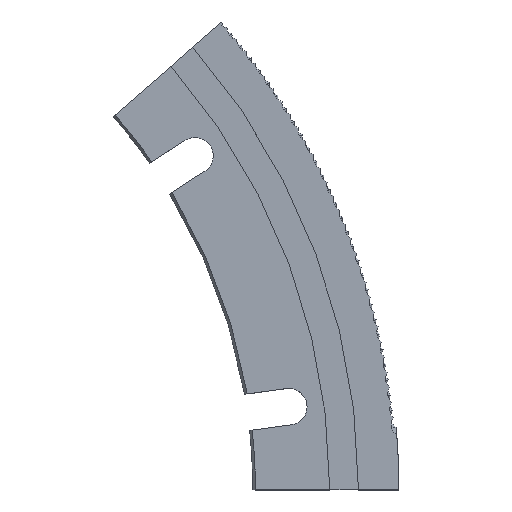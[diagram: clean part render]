
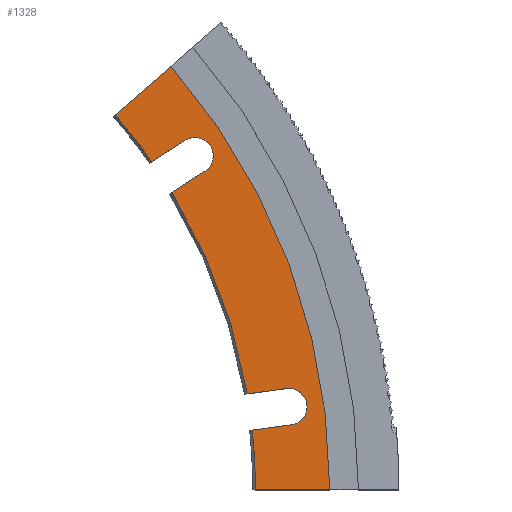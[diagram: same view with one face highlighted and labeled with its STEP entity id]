
A CAD part, top view. The second image highlights one B-rep face of the part: STEP entity #1328.
In plain terms, the highlighted planar face has unit normal (0, 0, 1).
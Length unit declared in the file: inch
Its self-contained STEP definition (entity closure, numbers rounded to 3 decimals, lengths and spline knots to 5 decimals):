
#56 = ORIENTED_EDGE ( 'NONE', *, *, #3228, .F. ) ;
#69 = CARTESIAN_POINT ( 'NONE',  ( 0., 0., 0. ) ) ;
#141 = EDGE_CURVE ( 'NONE', #816, #1993, #1887, .T. ) ;
#157 = DIRECTION ( 'NONE',  ( -0.837, -0.547, 0. ) ) ;
#183 = EDGE_CURVE ( 'NONE', #2505, #1178, #2260, .T. ) ;
#191 = VERTEX_POINT ( 'NONE', #1432 ) ;
#202 = AXIS2_PLACEMENT_3D ( 'NONE', #2480, #794, #854 ) ;
#208 = CARTESIAN_POINT ( 'NONE',  ( 6.8125, 0., 0. ) ) ;
#216 = CARTESIAN_POINT ( 'NONE',  ( 6.00068, 4.18478, 0. ) ) ;
#225 = LINE ( 'NONE', #208, #3695 ) ;
#272 = DIRECTION ( 'NONE',  ( 0.754, 0.656, 0. ) ) ;
#343 = VERTEX_POINT ( 'NONE', #814 ) ;
#355 = DIRECTION ( 'NONE',  ( -0.991, -0.136, 0. ) ) ;
#449 = VECTOR ( 'NONE', #355, 39.37008 ) ;
#475 = VECTOR ( 'NONE', #876, 39.37008 ) ;
#481 = VECTOR ( 'NONE', #157, 39.37008 ) ;
#482 = DIRECTION ( 'NONE',  ( 0., 0., -1. ) ) ;
#491 = ORIENTED_EDGE ( 'NONE', *, *, #3422, .T. ) ;
#493 = VERTEX_POINT ( 'NONE', #216 ) ;
#518 = LINE ( 'NONE', #1498, #475 ) ;
#570 = ORIENTED_EDGE ( 'NONE', *, *, #4078, .F. ) ;
#591 = CARTESIAN_POINT ( 'NONE',  ( 6.12039, 4.00169, 0. ) ) ;
#606 = CARTESIAN_POINT ( 'NONE',  ( 7.7345, 0., 0. ) ) ;
#611 = VERTEX_POINT ( 'NONE', #3582 ) ;
#624 = ORIENTED_EDGE ( 'NONE', *, *, #2388, .F. ) ;
#630 = DIRECTION ( 'NONE',  ( 1., 0., 0. ) ) ;
#633 = ORIENTED_EDGE ( 'NONE', *, *, #3313, .F. ) ;
#658 = CARTESIAN_POINT ( 'NONE',  ( 5.83559, 5.07625, 0. ) ) ;
#786 = CARTESIAN_POINT ( 'NONE',  ( 0., 0., 0. ) ) ;
#794 = DIRECTION ( 'NONE',  ( 0., 0., -1. ) ) ;
#798 = VERTEX_POINT ( 'NONE', #606 ) ;
#814 = CARTESIAN_POINT ( 'NONE',  ( 5.16334, 4.49148, 0. ) ) ;
#816 = VERTEX_POINT ( 'NONE', #941 ) ;
#822 = CARTESIAN_POINT ( 'NONE',  ( 6.2401, 3.8186, 0. ) ) ;
#840 = EDGE_CURVE ( 'NONE', #816, #2505, #3136, .T. ) ;
#854 = DIRECTION ( 'NONE',  ( 1., 0., 0. ) ) ;
#876 = DIRECTION ( 'NONE',  ( -0.991, -0.136, 0. ) ) ;
#941 = CARTESIAN_POINT ( 'NONE',  ( 7.27397, 0.78096, 0. ) ) ;
#1009 = EDGE_LOOP ( 'NONE', ( #570, #3889, #2955, #624, #633, #56, #491, #1665, #2251, #1647, #4100, #3516, #2315, #1913 ) ) ;
#1178 = VERTEX_POINT ( 'NONE', #2971 ) ;
#1179 = CARTESIAN_POINT ( 'NONE',  ( 6.7462, 1.1499, 0. ) ) ;
#1263 = CIRCLE ( 'NONE', #3615, 6.8435 ) ;
#1292 = EDGE_CURVE ( 'NONE', #343, #2285, #1263, .T. ) ;
#1328 = ADVANCED_FACE ( 'NONE', ( #3322 ), #3895, .T. ) ;
#1382 = DIRECTION ( 'NONE',  ( -0.837, -0.547, 0. ) ) ;
#1425 = LINE ( 'NONE', #3620, #3623 ) ;
#1426 = VERTEX_POINT ( 'NONE', #1482 ) ;
#1430 = DIRECTION ( 'NONE',  ( 1., 0., 0. ) ) ;
#1432 = CARTESIAN_POINT ( 'NONE',  ( 6.33914, 4.00169, 0. ) ) ;
#1473 = AXIS2_PLACEMENT_3D ( 'NONE', #4068, #2743, #2097 ) ;
#1482 = CARTESIAN_POINT ( 'NONE',  ( 5.84463, 3.56003, 0. ) ) ;
#1486 = CARTESIAN_POINT ( 'NONE',  ( 5.13995, 4.47113, 0. ) ) ;
#1498 = CARTESIAN_POINT ( 'NONE',  ( 7.21428, 1.21436, 0. ) ) ;
#1647 = ORIENTED_EDGE ( 'NONE', *, *, #183, .F. ) ;
#1665 = ORIENTED_EDGE ( 'NONE', *, *, #3569, .T. ) ;
#1703 = CARTESIAN_POINT ( 'NONE',  ( 5.60521, 3.92621, 0. ) ) ;
#1790 = DIRECTION ( 'NONE',  ( 0., 0., 1. ) ) ;
#1874 = VECTOR ( 'NONE', #272, 39.37008 ) ;
#1876 = DIRECTION ( 'NONE',  ( 0., 0., 1. ) ) ;
#1879 = CIRCLE ( 'NONE', #3227, 0.21875 ) ;
#1887 = LINE ( 'NONE', #3165, #449 ) ;
#1888 = DIRECTION ( 'NONE',  ( 0., 0., 1. ) ) ;
#1913 = ORIENTED_EDGE ( 'NONE', *, *, #2517, .T. ) ;
#1993 = VERTEX_POINT ( 'NONE', #3575 ) ;
#2035 = CARTESIAN_POINT ( 'NONE',  ( 6.12039, 4.00169, 0. ) ) ;
#2056 = DIRECTION ( 'NONE',  ( 1., 0., 0. ) ) ;
#2062 = DIRECTION ( 'NONE',  ( 0., 0., 1. ) ) ;
#2097 = DIRECTION ( 'NONE',  ( 1., 0., 0. ) ) ;
#2118 = CARTESIAN_POINT ( 'NONE',  ( 6.2401, 3.8186, 0. ) ) ;
#2122 = DIRECTION ( 'NONE',  ( 1., 0., 0. ) ) ;
#2146 = LINE ( 'NONE', #1486, #1874 ) ;
#2166 = CARTESIAN_POINT ( 'NONE',  ( 7.46287, 0.99766, 0. ) ) ;
#2243 = EDGE_CURVE ( 'NONE', #1178, #3292, #518, .T. ) ;
#2251 = ORIENTED_EDGE ( 'NONE', *, *, #2243, .F. ) ;
#2260 = CIRCLE ( 'NONE', #3941, 0.21875 ) ;
#2285 = VERTEX_POINT ( 'NONE', #1703 ) ;
#2315 = ORIENTED_EDGE ( 'NONE', *, *, #3522, .T. ) ;
#2339 = AXIS2_PLACEMENT_3D ( 'NONE', #3510, #1888, #630 ) ;
#2342 = AXIS2_PLACEMENT_3D ( 'NONE', #3660, #2062, #3340 ) ;
#2352 = CARTESIAN_POINT ( 'NONE',  ( 7.24412, 0.99766, 0. ) ) ;
#2388 = EDGE_CURVE ( 'NONE', #493, #2285, #1425, .T. ) ;
#2424 = LINE ( 'NONE', #822, #481 ) ;
#2430 = DIRECTION ( 'NONE',  ( 1., 0., 0. ) ) ;
#2480 = CARTESIAN_POINT ( 'NONE',  ( 0., 0., 0. ) ) ;
#2505 = VERTEX_POINT ( 'NONE', #2166 ) ;
#2517 = EDGE_CURVE ( 'NONE', #611, #798, #225, .T. ) ;
#2561 = EDGE_CURVE ( 'NONE', #343, #3196, #2146, .T. ) ;
#2612 = DIRECTION ( 'NONE',  ( 0., 0., -1. ) ) ;
#2620 = CIRCLE ( 'NONE', #202, 7.7345 ) ;
#2626 = AXIS2_PLACEMENT_3D ( 'NONE', #2035, #1790, #2430 ) ;
#2743 = DIRECTION ( 'NONE',  ( 0., 0., -1. ) ) ;
#2955 = ORIENTED_EDGE ( 'NONE', *, *, #1292, .T. ) ;
#2962 = DIRECTION ( 'NONE',  ( 0., 0., 1. ) ) ;
#2971 = CARTESIAN_POINT ( 'NONE',  ( 7.21428, 1.21436, 0. ) ) ;
#2999 = DIRECTION ( 'NONE',  ( 1., 0., 0. ) ) ;
#3017 = CIRCLE ( 'NONE', #2626, 0.21875 ) ;
#3113 = DIRECTION ( 'NONE',  ( 1., 0., 0. ) ) ;
#3136 = CIRCLE ( 'NONE', #2339, 0.21875 ) ;
#3165 = CARTESIAN_POINT ( 'NONE',  ( 7.27397, 0.78096, 0. ) ) ;
#3196 = VERTEX_POINT ( 'NONE', #658 ) ;
#3227 = AXIS2_PLACEMENT_3D ( 'NONE', #591, #1876, #3113 ) ;
#3228 = EDGE_CURVE ( 'NONE', #4094, #191, #3017, .T. ) ;
#3292 = VERTEX_POINT ( 'NONE', #1179 ) ;
#3297 = CIRCLE ( 'NONE', #1473, 6.8435 ) ;
#3313 = EDGE_CURVE ( 'NONE', #191, #493, #1879, .T. ) ;
#3322 = FACE_OUTER_BOUND ( 'NONE', #1009, .T. ) ;
#3340 = DIRECTION ( 'NONE',  ( 1., 0., 0. ) ) ;
#3422 = EDGE_CURVE ( 'NONE', #4094, #1426, #2424, .T. ) ;
#3510 = CARTESIAN_POINT ( 'NONE',  ( 7.24412, 0.99766, 0. ) ) ;
#3516 = ORIENTED_EDGE ( 'NONE', *, *, #141, .T. ) ;
#3522 = EDGE_CURVE ( 'NONE', #1993, #611, #3628, .T. ) ;
#3569 = EDGE_CURVE ( 'NONE', #1426, #3292, #3297, .T. ) ;
#3575 = CARTESIAN_POINT ( 'NONE',  ( 6.80589, 0.71649, 0. ) ) ;
#3582 = CARTESIAN_POINT ( 'NONE',  ( 6.8435, 0., 0. ) ) ;
#3615 = AXIS2_PLACEMENT_3D ( 'NONE', #69, #2612, #2999 ) ;
#3620 = CARTESIAN_POINT ( 'NONE',  ( 6.00068, 4.18478, 0. ) ) ;
#3623 = VECTOR ( 'NONE', #1382, 39.37008 ) ;
#3628 = CIRCLE ( 'NONE', #3902, 6.8435 ) ;
#3660 = CARTESIAN_POINT ( 'NONE',  ( 0., 0., 0. ) ) ;
#3695 = VECTOR ( 'NONE', #2122, 39.37008 ) ;
#3889 = ORIENTED_EDGE ( 'NONE', *, *, #2561, .F. ) ;
#3895 = PLANE ( 'NONE',  #2342 ) ;
#3902 = AXIS2_PLACEMENT_3D ( 'NONE', #786, #482, #1430 ) ;
#3941 = AXIS2_PLACEMENT_3D ( 'NONE', #2352, #2962, #2056 ) ;
#4068 = CARTESIAN_POINT ( 'NONE',  ( 0., 0., 0. ) ) ;
#4078 = EDGE_CURVE ( 'NONE', #3196, #798, #2620, .T. ) ;
#4094 = VERTEX_POINT ( 'NONE', #2118 ) ;
#4100 = ORIENTED_EDGE ( 'NONE', *, *, #840, .F. ) ;
